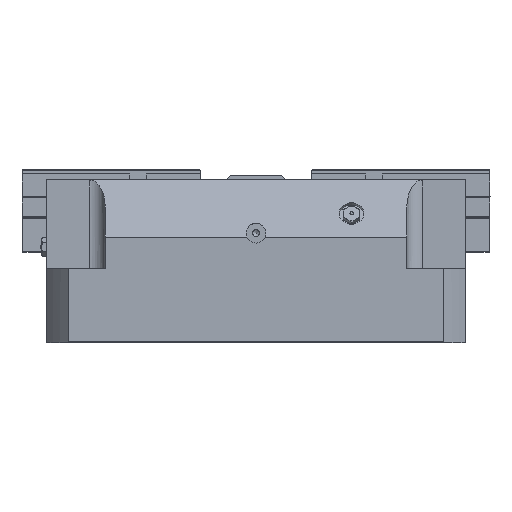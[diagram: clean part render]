
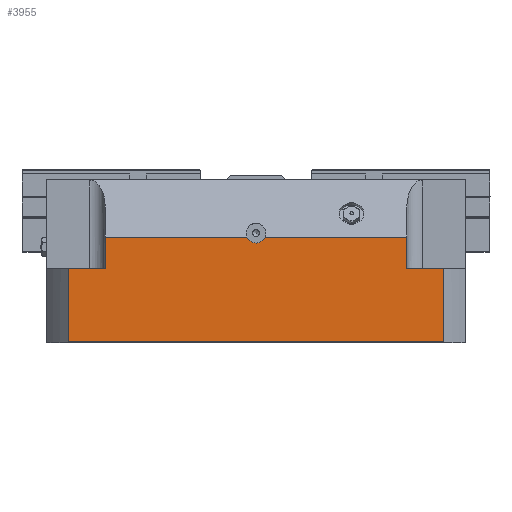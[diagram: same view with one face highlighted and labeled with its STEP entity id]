
A CAD part, left-side view. The second image highlights one B-rep face of the part: STEP entity #3955.
In plain terms, the highlighted planar face has unit normal (-1, 0, 0).
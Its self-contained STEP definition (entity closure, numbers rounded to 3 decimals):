
#1317=CARTESIAN_POINT('',(-105.0,5.524,-91.841));
#1318=VERTEX_POINT('',#1317);
#1319=CARTESIAN_POINT('',(-105.,-5.524,-91.841));
#1320=VERTEX_POINT('',#1319);
#1321=CARTESIAN_POINT('',(-105.0,0.,-89.5));
#1322=DIRECTION('',(-1.0,0.0,0.0));
#1323=DIRECTION('',(0.0,0.921,-0.39));
#1324=AXIS2_PLACEMENT_3D('',#1321,#1322,#1323);
#1325=CIRCLE('',#1324,6.);
#1326=EDGE_CURVE('',#1318,#1320,#1325,.T.);
#2139=CARTESIAN_POINT('',(-105.,91.5,-91.841));
#2140=VERTEX_POINT('',#2139);
#2141=CARTESIAN_POINT('',(-105.,91.5,-91.841));
#2142=DIRECTION('',(0.0,-1.0,0.));
#2143=VECTOR('',#2142,1.0);
#2144=LINE('',#2141,#2143);
#2145=EDGE_CURVE('',#2140,#1318,#2144,.T.);
#2148=CARTESIAN_POINT('',(-105.,-91.5,-91.841));
#2149=VERTEX_POINT('',#2148);
#2150=CARTESIAN_POINT('',(-105.,-5.524,-91.841));
#2151=DIRECTION('',(0.0,-1.0,0.0));
#2152=VECTOR('',#2151,1.0);
#2153=LINE('',#2150,#2152);
#2154=EDGE_CURVE('',#1320,#2149,#2153,.T.);
#3357=CARTESIAN_POINT('',(-105.,114.018,-155.5));
#3358=VERTEX_POINT('',#3357);
#3359=CARTESIAN_POINT('',(-105.,114.018,-111.));
#3360=VERTEX_POINT('',#3359);
#3361=CARTESIAN_POINT('',(-105.,114.018,-155.5));
#3362=DIRECTION('',(0.,0.,1.0));
#3363=VECTOR('',#3362,1.0);
#3364=LINE('',#3361,#3363);
#3365=EDGE_CURVE('',#3358,#3360,#3364,.T.);
#3409=CARTESIAN_POINT('',(-105.,-114.018,-111.));
#3410=VERTEX_POINT('',#3409);
#3418=CARTESIAN_POINT('',(-105.,-114.018,-155.5));
#3419=VERTEX_POINT('',#3418);
#3420=CARTESIAN_POINT('',(-105.,-114.018,-111.));
#3421=DIRECTION('',(0.0,0.0,-1.0));
#3422=VECTOR('',#3421,1.0);
#3423=LINE('',#3420,#3422);
#3424=EDGE_CURVE('',#3410,#3419,#3423,.T.);
#3903=CARTESIAN_POINT('',(-105.,114.018,-155.5));
#3904=DIRECTION('',(0.0,-1.0,0.0));
#3905=VECTOR('',#3904,1.0);
#3906=LINE('',#3903,#3905);
#3907=EDGE_CURVE('',#3358,#3419,#3906,.T.);
#3914=CARTESIAN_POINT('',(-105.,-125.419,-158.683));
#3915=DIRECTION('',(1.0,0.0,0.0));
#3916=DIRECTION('',(0.0,1.0,0.0));
#3917=AXIS2_PLACEMENT_3D('',#3914,#3915,#3916);
#3918=PLANE('',#3917);
#3919=ORIENTED_EDGE('',*,*,#2154,.F.);
#3920=ORIENTED_EDGE('',*,*,#1326,.F.);
#3921=ORIENTED_EDGE('',*,*,#2145,.F.);
#3922=CARTESIAN_POINT('',(-105.,91.5,-111.));
#3923=VERTEX_POINT('',#3922);
#3924=CARTESIAN_POINT('',(-105.,91.5,-111.));
#3925=DIRECTION('',(0.0,0.0,1.0));
#3926=VECTOR('',#3925,1.0);
#3927=LINE('',#3924,#3926);
#3928=EDGE_CURVE('',#3923,#2140,#3927,.T.);
#3929=ORIENTED_EDGE('',*,*,#3928,.F.);
#3930=CARTESIAN_POINT('',(-105.,114.018,-111.));
#3931=DIRECTION('',(0.,-1.0,0.0));
#3932=VECTOR('',#3931,1.0);
#3933=LINE('',#3930,#3932);
#3934=EDGE_CURVE('',#3360,#3923,#3933,.T.);
#3935=ORIENTED_EDGE('',*,*,#3934,.F.);
#3936=ORIENTED_EDGE('',*,*,#3365,.F.);
#3937=ORIENTED_EDGE('',*,*,#3907,.T.);
#3938=ORIENTED_EDGE('',*,*,#3424,.F.);
#3939=CARTESIAN_POINT('',(-105.,-91.5,-111.));
#3940=VERTEX_POINT('',#3939);
#3941=CARTESIAN_POINT('',(-105.,-91.5,-111.));
#3942=DIRECTION('',(0.0,-1.0,0.0));
#3943=VECTOR('',#3942,1.0);
#3944=LINE('',#3941,#3943);
#3945=EDGE_CURVE('',#3940,#3410,#3944,.T.);
#3946=ORIENTED_EDGE('',*,*,#3945,.F.);
#3947=CARTESIAN_POINT('',(-105.,-91.5,-111.));
#3948=DIRECTION('',(0.0,0.0,1.0));
#3949=VECTOR('',#3948,1.0);
#3950=LINE('',#3947,#3949);
#3951=EDGE_CURVE('',#3940,#2149,#3950,.T.);
#3952=ORIENTED_EDGE('',*,*,#3951,.T.);
#3953=EDGE_LOOP('',(#3919,#3920,#3921,#3929,#3935,#3936,#3937,#3938,#3946,#3952));
#3954=FACE_OUTER_BOUND('',#3953,.T.);
#3955=ADVANCED_FACE('',(#3954),#3918,.F.);
